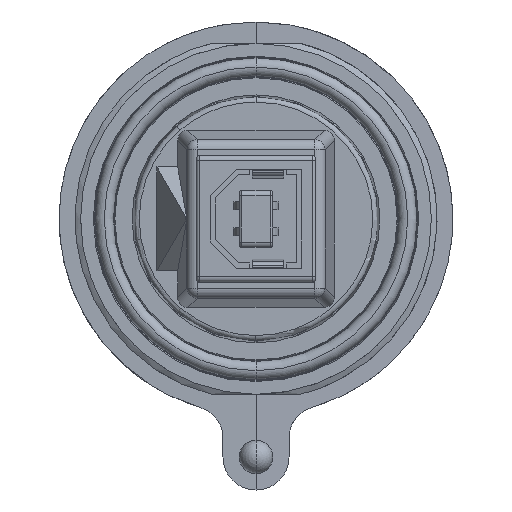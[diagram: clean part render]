
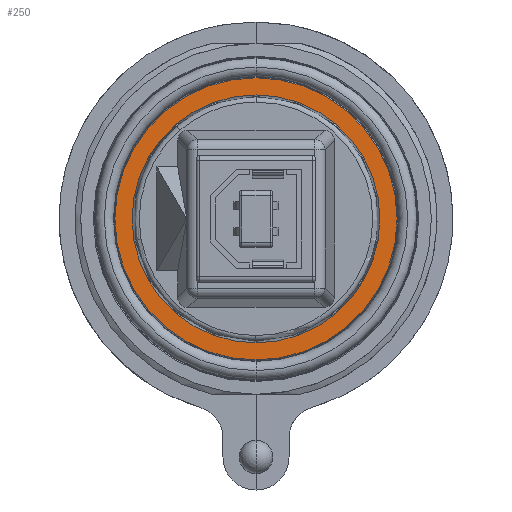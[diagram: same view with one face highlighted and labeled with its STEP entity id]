
A CAD part, left-side view. The second image highlights one B-rep face of the part: STEP entity #250.
In plain terms, the highlighted planar face has unit normal (-1, 0, 0).
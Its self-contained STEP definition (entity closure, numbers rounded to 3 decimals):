
#250=ADVANCED_FACE('',(#1528,#1529),#1530,.F.);
#1528=FACE_OUTER_BOUND('',#3841,.T.);
#1529=FACE_BOUND('',#3842,.T.);
#1530=PLANE('',#3843);
#3841=EDGE_LOOP('',(#11575,#11576));
#3842=EDGE_LOOP('',(#11577,#11578));
#3843=AXIS2_PLACEMENT_3D('',#11579,#11580,#11581);
#11575=ORIENTED_EDGE('',*,*,#19182,.F.);
#11576=ORIENTED_EDGE('',*,*,#19183,.T.);
#11577=ORIENTED_EDGE('',*,*,#19181,.F.);
#11578=ORIENTED_EDGE('',*,*,#19179,.F.);
#11579=CARTESIAN_POINT('',(0.0,0.0,0.0));
#11580=DIRECTION('',(1.0,0.0,0.0));
#11581=DIRECTION('',(0.0,1.0,0.0));
#19179=EDGE_CURVE('',#22473,#22475,#22476,.T.);
#19181=EDGE_CURVE('',#22475,#22473,#22478,.T.);
#19182=EDGE_CURVE('',#22479,#22480,#22481,.T.);
#19183=EDGE_CURVE('',#22479,#22480,#22482,.T.);
#22473=VERTEX_POINT('',#27918);
#22475=VERTEX_POINT('',#27921);
#22476=CIRCLE('',#27922,11.941);
#22478=CIRCLE('',#27925,11.941);
#22479=VERTEX_POINT('',#27926);
#22480=VERTEX_POINT('',#27927);
#22481=CIRCLE('',#27928,13.593);
#22482=CIRCLE('',#27929,13.593);
#27918=CARTESIAN_POINT('',(0.0,0.0,-11.941));
#27921=CARTESIAN_POINT('',(0.0,0.0,11.941));
#27922=AXIS2_PLACEMENT_3D('',#39227,#39228,#39229);
#27925=AXIS2_PLACEMENT_3D('',#39231,#39232,#39233);
#27926=CARTESIAN_POINT('',(0.0,0.0,-13.593));
#27927=CARTESIAN_POINT('',(0.0,0.0,13.593));
#27928=AXIS2_PLACEMENT_3D('',#39234,#39235,#39236);
#27929=AXIS2_PLACEMENT_3D('',#39237,#39238,#39239);
#39227=CARTESIAN_POINT('',(0.0,0.0,0.0));
#39228=DIRECTION('',(-1.0,0.0,0.0));
#39229=DIRECTION('',(0.0,0.0,-1.0));
#39231=CARTESIAN_POINT('',(0.0,0.0,0.0));
#39232=DIRECTION('',(-1.0,0.0,0.0));
#39233=DIRECTION('',(0.0,0.0,1.0));
#39234=CARTESIAN_POINT('',(0.0,0.0,0.0));
#39235=DIRECTION('',(1.0,0.0,0.0));
#39236=DIRECTION('',(0.0,0.0,-1.0));
#39237=CARTESIAN_POINT('',(0.0,0.0,0.0));
#39238=DIRECTION('',(-1.0,0.0,0.0));
#39239=DIRECTION('',(0.0,0.0,-1.0));
